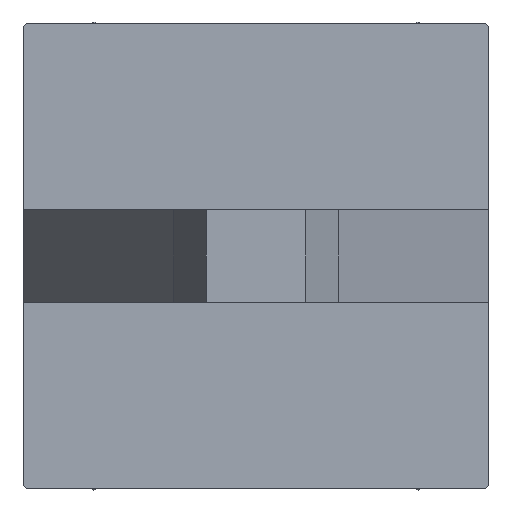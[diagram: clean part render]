
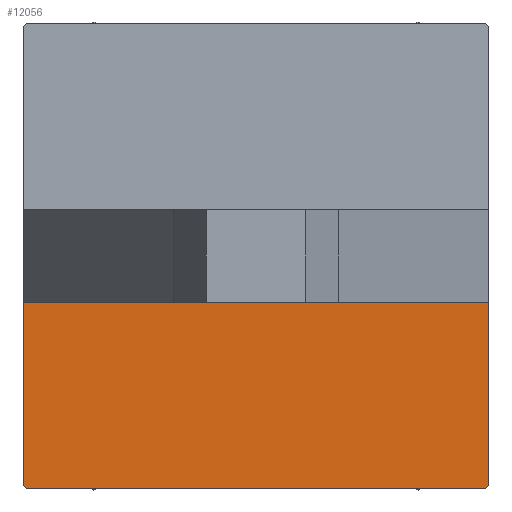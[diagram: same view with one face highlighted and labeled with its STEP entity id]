
A CAD part, left-side view. The second image highlights one B-rep face of the part: STEP entity #12056.
In plain terms, the highlighted planar face has unit normal (-1, 0, 0).
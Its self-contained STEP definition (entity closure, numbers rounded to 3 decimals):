
#603 = FACE_OUTER_BOUND ( 'NONE', #38387, .T. ) ;
#2221 = ORIENTED_EDGE ( 'NONE', *, *, #13837, .T. ) ;
#2366 = CARTESIAN_POINT ( 'NONE',  ( 0., -37.5, -37. ) ) ;
#2426 = CARTESIAN_POINT ( 'NONE',  ( 0., -7.5, -37.5 ) ) ;
#2516 = CARTESIAN_POINT ( 'NONE',  ( 0., 37.5, 37.5 ) ) ;
#2583 = EDGE_CURVE ( 'NONE', #28588, #38438, #38145, .T. ) ;
#2740 = LINE ( 'NONE', #41860, #29770 ) ;
#4498 = DIRECTION ( 'NONE',  ( 0., -0.707, 0.707 ) ) ;
#4828 = CARTESIAN_POINT ( 'NONE',  ( 0., -37., -37.5 ) ) ;
#5351 = AXIS2_PLACEMENT_3D ( 'NONE', #25272, #20848, #43205 ) ;
#9282 = DIRECTION ( 'NONE',  ( 0., 0., -1. ) ) ;
#10203 = LINE ( 'NONE', #2516, #33014 ) ;
#11284 = CARTESIAN_POINT ( 'NONE',  ( 0., -7.5, 37.5 ) ) ;
#12056 = ADVANCED_FACE ( 'NONE', ( #603 ), #42507, .T. ) ;
#12722 = VECTOR ( 'NONE', #4498, 1000. ) ;
#13837 = EDGE_CURVE ( 'NONE', #32695, #44665, #42394, .T. ) ;
#14215 = CARTESIAN_POINT ( 'NONE',  ( 0., -7.5, 37.5 ) ) ;
#14216 = VECTOR ( 'NONE', #35406, 1000. ) ;
#14423 = EDGE_CURVE ( 'NONE', #16720, #25392, #42694, .T. ) ;
#14983 = CARTESIAN_POINT ( 'NONE',  ( 0., -37.25, -37.25 ) ) ;
#16720 = VERTEX_POINT ( 'NONE', #4828 ) ;
#20615 = EDGE_CURVE ( 'NONE', #28588, #25392, #2740, .T. ) ;
#20737 = ORIENTED_EDGE ( 'NONE', *, *, #28828, .T. ) ;
#20848 = DIRECTION ( 'NONE',  ( -1., 0., 0. ) ) ;
#21415 = ORIENTED_EDGE ( 'NONE', *, *, #20615, .F. ) ;
#25272 = CARTESIAN_POINT ( 'NONE',  ( 0., 0., 0. ) ) ;
#25392 = VERTEX_POINT ( 'NONE', #2366 ) ;
#26272 = ORIENTED_EDGE ( 'NONE', *, *, #14423, .T. ) ;
#26906 = DIRECTION ( 'NONE',  ( 0., -1., 0. ) ) ;
#27135 = LINE ( 'NONE', #30855, #37445 ) ;
#27375 = VECTOR ( 'NONE', #38839, 1000. ) ;
#28588 = VERTEX_POINT ( 'NONE', #45584 ) ;
#28828 = EDGE_CURVE ( 'NONE', #44665, #16720, #27135, .T. ) ;
#29453 = EDGE_CURVE ( 'NONE', #32695, #38438, #10203, .T. ) ;
#29770 = VECTOR ( 'NONE', #9282, 1000. ) ;
#30855 = CARTESIAN_POINT ( 'NONE',  ( 0., 37.5, -37.5 ) ) ;
#30918 = DIRECTION ( 'NONE',  ( 0., -1., 0. ) ) ;
#32587 = ORIENTED_EDGE ( 'NONE', *, *, #29453, .F. ) ;
#32695 = VERTEX_POINT ( 'NONE', #11284 ) ;
#33014 = VECTOR ( 'NONE', #30918, 1000. ) ;
#35406 = DIRECTION ( 'NONE',  ( 0., 0., -1. ) ) ;
#37113 = ORIENTED_EDGE ( 'NONE', *, *, #2583, .T. ) ;
#37445 = VECTOR ( 'NONE', #26906, 1000. ) ;
#38145 = LINE ( 'NONE', #41868, #27375 ) ;
#38387 = EDGE_LOOP ( 'NONE', ( #32587, #2221, #20737, #26272, #21415, #37113 ) ) ;
#38438 = VERTEX_POINT ( 'NONE', #44316 ) ;
#38839 = DIRECTION ( 'NONE',  ( 0., 0.707, 0.707 ) ) ;
#41860 = CARTESIAN_POINT ( 'NONE',  ( 0., -37.5, 37.5 ) ) ;
#41868 = CARTESIAN_POINT ( 'NONE',  ( 0., -37.25, 37.25 ) ) ;
#42394 = LINE ( 'NONE', #14215, #14216 ) ;
#42507 = PLANE ( 'NONE',  #5351 ) ;
#42694 = LINE ( 'NONE', #14983, #12722 ) ;
#43205 = DIRECTION ( 'NONE',  ( 0., 0., 1. ) ) ;
#44316 = CARTESIAN_POINT ( 'NONE',  ( 0., -37., 37.5 ) ) ;
#44665 = VERTEX_POINT ( 'NONE', #2426 ) ;
#45584 = CARTESIAN_POINT ( 'NONE',  ( 0., -37.5, 37. ) ) ;
